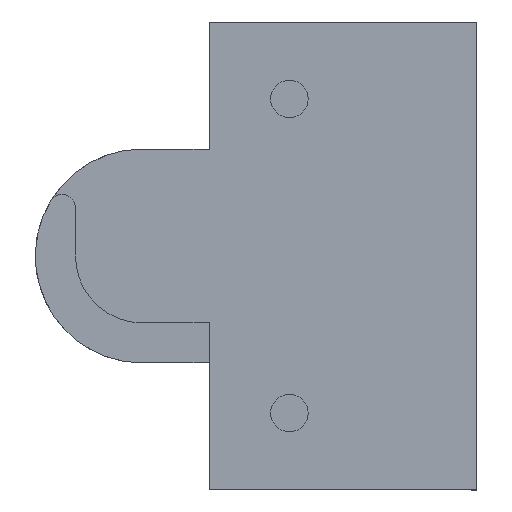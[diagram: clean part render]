
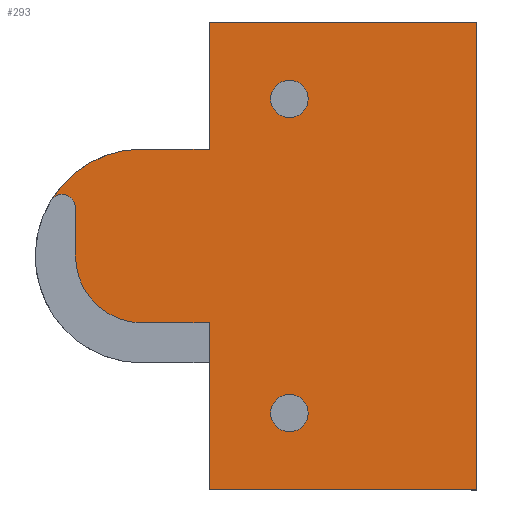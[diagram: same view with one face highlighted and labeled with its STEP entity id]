
A CAD part, front view. The second image highlights one B-rep face of the part: STEP entity #293.
In plain terms, the highlighted planar face has unit normal (0, -1, 0).
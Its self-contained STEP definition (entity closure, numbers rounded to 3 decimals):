
#5 = CARTESIAN_POINT ( 'NONE',  ( -82.3, 0., 65. ) ) ;
#14 = DIRECTION ( 'NONE',  ( 0., -1., 0. ) ) ;
#17 = VERTEX_POINT ( 'NONE', #738 ) ;
#18 = FACE_OUTER_BOUND ( 'NONE', #636, .T. ) ;
#20 = PLANE ( 'NONE',  #478 ) ;
#24 = AXIS2_PLACEMENT_3D ( 'NONE', #154, #264, #28 ) ;
#25 = CARTESIAN_POINT ( 'NONE',  ( -82.3, 0., -17.5 ) ) ;
#28 = DIRECTION ( 'NONE',  ( 0., 0., -1. ) ) ;
#38 = CARTESIAN_POINT ( 'NONE',  ( -87.3, 0., -5. ) ) ;
#51 = DIRECTION ( 'NONE',  ( 0., 0., -1. ) ) ;
#60 = ORIENTED_EDGE ( 'NONE', *, *, #199, .F. ) ;
#61 = VECTOR ( 'NONE', #51, 1000. ) ;
#62 = DIRECTION ( 'NONE',  ( 0., -1., 0. ) ) ;
#71 = CARTESIAN_POINT ( 'NONE',  ( -82.3, 0., -5. ) ) ;
#72 = ORIENTED_EDGE ( 'NONE', *, *, #651, .F. ) ;
#88 = DIRECTION ( 'NONE',  ( 0., 0., -1. ) ) ;
#92 = EDGE_CURVE ( 'NONE', #656, #143, #108, .T. ) ;
#94 = VECTOR ( 'NONE', #435, 1000. ) ;
#105 = CARTESIAN_POINT ( 'NONE',  ( -87.3, 0., 8. ) ) ;
#106 = CARTESIAN_POINT ( 'NONE',  ( 0., 0., -5. ) ) ;
#108 = CIRCLE ( 'NONE', #360, 1. ) ;
#114 = CARTESIAN_POINT ( 'NONE',  ( -93.3, 0., 3.606 ) ) ;
#115 = CARTESIAN_POINT ( 'NONE',  ( -82.3, 0., 0. ) ) ;
#119 = ORIENTED_EDGE ( 'NONE', *, *, #144, .T. ) ;
#120 = CARTESIAN_POINT ( 'NONE',  ( -87.3, 0., 0. ) ) ;
#122 = EDGE_LOOP ( 'NONE', ( #596, #353 ) ) ;
#123 = AXIS2_PLACEMENT_3D ( 'NONE', #388, #643, #336 ) ;
#125 = EDGE_CURVE ( 'NONE', #722, #673, #222, .T. ) ;
#134 = VERTEX_POINT ( 'NONE', #416 ) ;
#138 = VECTOR ( 'NONE', #304, 1000. ) ;
#143 = VERTEX_POINT ( 'NONE', #705 ) ;
#144 = EDGE_CURVE ( 'NONE', #591, #673, #231, .T. ) ;
#149 = EDGE_CURVE ( 'NONE', #601, #17, #298, .T. ) ;
#154 = CARTESIAN_POINT ( 'NONE',  ( -87.3, 0., 0. ) ) ;
#157 = DIRECTION ( 'NONE',  ( 0., -1., 0. ) ) ;
#165 = LINE ( 'NONE', #327, #61 ) ;
#167 = ORIENTED_EDGE ( 'NONE', *, *, #525, .T. ) ;
#169 = ORIENTED_EDGE ( 'NONE', *, *, #92, .F. ) ;
#170 = CARTESIAN_POINT ( 'NONE',  ( -92.3, 0., 3.606 ) ) ;
#171 = CARTESIAN_POINT ( 'NONE',  ( -93.3, 0., 3.606 ) ) ;
#174 = VECTOR ( 'NONE', #401, 1000. ) ;
#175 = CARTESIAN_POINT ( 'NONE',  ( -82.3, 0., 17.5 ) ) ;
#183 = VERTEX_POINT ( 'NONE', #227 ) ;
#185 = DIRECTION ( 'NONE',  ( 1., 0., 0. ) ) ;
#193 = VERTEX_POINT ( 'NONE', #407 ) ;
#199 = EDGE_CURVE ( 'NONE', #708, #342, #645, .T. ) ;
#204 = FACE_BOUND ( 'NONE', #528, .T. ) ;
#205 = EDGE_CURVE ( 'NONE', #662, #722, #252, .T. ) ;
#209 = DIRECTION ( 'NONE',  ( 0., 0., 1. ) ) ;
#215 = CIRCLE ( 'NONE', #123, 1.4 ) ;
#222 = LINE ( 'NONE', #5, #714 ) ;
#227 = CARTESIAN_POINT ( 'NONE',  ( -76.3, 0., -13.15 ) ) ;
#231 = LINE ( 'NONE', #286, #403 ) ;
#252 = LINE ( 'NONE', #432, #94 ) ;
#254 = CARTESIAN_POINT ( 'NONE',  ( -76.3, 0., -11.75 ) ) ;
#264 = DIRECTION ( 'NONE',  ( 0., -1., 0. ) ) ;
#269 = CARTESIAN_POINT ( 'NONE',  ( -82.3, 0., 8. ) ) ;
#273 = EDGE_CURVE ( 'NONE', #601, #708, #731, .T. ) ;
#276 = LINE ( 'NONE', #106, #174 ) ;
#279 = AXIS2_PLACEMENT_3D ( 'NONE', #114, #157, #622 ) ;
#286 = CARTESIAN_POINT ( 'NONE',  ( -67.3, 0., 17.5 ) ) ;
#288 = VECTOR ( 'NONE', #209, 1000. ) ;
#291 = ORIENTED_EDGE ( 'NONE', *, *, #747, .F. ) ;
#293 = ADVANCED_FACE ( 'NONE', ( #204, #373, #18 ), #20, .T. ) ;
#298 = LINE ( 'NONE', #711, #544 ) ;
#300 = VECTOR ( 'NONE', #531, 1000. ) ;
#304 = DIRECTION ( 'NONE',  ( 0., 0., 1. ) ) ;
#307 = DIRECTION ( 'NONE',  ( 0., 0., -1. ) ) ;
#308 = CARTESIAN_POINT ( 'NONE',  ( -82.3, 0., 65. ) ) ;
#316 = CARTESIAN_POINT ( 'NONE',  ( -62.3, 0., 17.5 ) ) ;
#327 = CARTESIAN_POINT ( 'NONE',  ( -62.3, 0., 17.5 ) ) ;
#336 = DIRECTION ( 'NONE',  ( 0., 0., -1. ) ) ;
#342 = VERTEX_POINT ( 'NONE', #71 ) ;
#353 = ORIENTED_EDGE ( 'NONE', *, *, #682, .F. ) ;
#360 = AXIS2_PLACEMENT_3D ( 'NONE', #171, #470, #526 ) ;
#373 = FACE_BOUND ( 'NONE', #122, .T. ) ;
#384 = AXIS2_PLACEMENT_3D ( 'NONE', #410, #14, #307 ) ;
#388 = CARTESIAN_POINT ( 'NONE',  ( -76.3, 0., 11.75 ) ) ;
#400 = ORIENTED_EDGE ( 'NONE', *, *, #442, .F. ) ;
#401 = DIRECTION ( 'NONE',  ( 1., 0., 0. ) ) ;
#403 = VECTOR ( 'NONE', #657, 1000. ) ;
#407 = CARTESIAN_POINT ( 'NONE',  ( -76.3, 0., 13.15 ) ) ;
#410 = CARTESIAN_POINT ( 'NONE',  ( -76.3, 0., -11.75 ) ) ;
#416 = CARTESIAN_POINT ( 'NONE',  ( -92.3, 0., 0. ) ) ;
#419 = VERTEX_POINT ( 'NONE', #170 ) ;
#422 = EDGE_CURVE ( 'NONE', #457, #342, #276, .T. ) ;
#432 = CARTESIAN_POINT ( 'NONE',  ( 0., 0., 8. ) ) ;
#433 = ORIENTED_EDGE ( 'NONE', *, *, #273, .F. ) ;
#435 = DIRECTION ( 'NONE',  ( 1., 0., 0. ) ) ;
#437 = CIRCLE ( 'NONE', #704, 1.4 ) ;
#440 = LINE ( 'NONE', #618, #288 ) ;
#442 = EDGE_CURVE ( 'NONE', #419, #656, #578, .T. ) ;
#446 = EDGE_CURVE ( 'NONE', #598, #193, #437, .T. ) ;
#457 = VERTEX_POINT ( 'NONE', #38 ) ;
#466 = AXIS2_PLACEMENT_3D ( 'NONE', #254, #499, #491 ) ;
#470 = DIRECTION ( 'NONE',  ( 0., -1., 0. ) ) ;
#478 = AXIS2_PLACEMENT_3D ( 'NONE', #489, #612, #88 ) ;
#479 = CIRCLE ( 'NONE', #466, 1.4 ) ;
#489 = CARTESIAN_POINT ( 'NONE',  ( 0., 0., 0. ) ) ;
#491 = DIRECTION ( 'NONE',  ( 0., 0., -1. ) ) ;
#493 = ORIENTED_EDGE ( 'NONE', *, *, #593, .F. ) ;
#499 = DIRECTION ( 'NONE',  ( 0., -1., 0. ) ) ;
#508 = EDGE_CURVE ( 'NONE', #695, #183, #533, .T. ) ;
#509 = CARTESIAN_POINT ( 'NONE',  ( -76.3, 0., -10.35 ) ) ;
#525 = EDGE_CURVE ( 'NONE', #134, #457, #677, .T. ) ;
#526 = DIRECTION ( 'NONE',  ( 0., 0., -1. ) ) ;
#528 = EDGE_LOOP ( 'NONE', ( #72, #737 ) ) ;
#531 = DIRECTION ( 'NONE',  ( 0., 0., 1. ) ) ;
#533 = CIRCLE ( 'NONE', #384, 1.4 ) ;
#535 = ORIENTED_EDGE ( 'NONE', *, *, #422, .T. ) ;
#544 = VECTOR ( 'NONE', #185, 1000. ) ;
#545 = AXIS2_PLACEMENT_3D ( 'NONE', #120, #62, #710 ) ;
#571 = CARTESIAN_POINT ( 'NONE',  ( -76.3, 0., 11.75 ) ) ;
#578 = CIRCLE ( 'NONE', #279, 1. ) ;
#591 = VERTEX_POINT ( 'NONE', #316 ) ;
#593 = EDGE_CURVE ( 'NONE', #134, #419, #440, .T. ) ;
#596 = ORIENTED_EDGE ( 'NONE', *, *, #446, .F. ) ;
#598 = VERTEX_POINT ( 'NONE', #674 ) ;
#601 = VERTEX_POINT ( 'NONE', #25 ) ;
#607 = ORIENTED_EDGE ( 'NONE', *, *, #149, .T. ) ;
#612 = DIRECTION ( 'NONE',  ( 0., -1., 0. ) ) ;
#614 = EDGE_CURVE ( 'NONE', #662, #143, #734, .T. ) ;
#615 = CARTESIAN_POINT ( 'NONE',  ( -93.3, 0., 4.606 ) ) ;
#617 = CARTESIAN_POINT ( 'NONE',  ( -82.3, 0., -8. ) ) ;
#618 = CARTESIAN_POINT ( 'NONE',  ( -92.3, 0., 0. ) ) ;
#622 = DIRECTION ( 'NONE',  ( 0., 0., -1. ) ) ;
#636 = EDGE_LOOP ( 'NONE', ( #607, #291, #119, #717, #701, #753, #169, #400, #493, #167, #535, #60, #433 ) ) ;
#643 = DIRECTION ( 'NONE',  ( 0., -1., 0. ) ) ;
#645 = LINE ( 'NONE', #115, #300 ) ;
#651 = EDGE_CURVE ( 'NONE', #183, #695, #479, .T. ) ;
#656 = VERTEX_POINT ( 'NONE', #615 ) ;
#657 = DIRECTION ( 'NONE',  ( -1., 0., 0. ) ) ;
#662 = VERTEX_POINT ( 'NONE', #105 ) ;
#673 = VERTEX_POINT ( 'NONE', #175 ) ;
#674 = CARTESIAN_POINT ( 'NONE',  ( -76.3, 0., 10.35 ) ) ;
#677 = CIRCLE ( 'NONE', #545, 5. ) ;
#682 = EDGE_CURVE ( 'NONE', #193, #598, #215, .T. ) ;
#694 = DIRECTION ( 'NONE',  ( 0., -1., 0. ) ) ;
#695 = VERTEX_POINT ( 'NONE', #509 ) ;
#701 = ORIENTED_EDGE ( 'NONE', *, *, #205, .F. ) ;
#704 = AXIS2_PLACEMENT_3D ( 'NONE', #571, #694, #750 ) ;
#705 = CARTESIAN_POINT ( 'NONE',  ( -94.157, 0., 4.121 ) ) ;
#708 = VERTEX_POINT ( 'NONE', #617 ) ;
#710 = DIRECTION ( 'NONE',  ( 0., 0., -1. ) ) ;
#711 = CARTESIAN_POINT ( 'NONE',  ( -67.3, 0., -17.5 ) ) ;
#713 = DIRECTION ( 'NONE',  ( 0., 0., 1. ) ) ;
#714 = VECTOR ( 'NONE', #713, 1000. ) ;
#717 = ORIENTED_EDGE ( 'NONE', *, *, #125, .F. ) ;
#722 = VERTEX_POINT ( 'NONE', #269 ) ;
#731 = LINE ( 'NONE', #308, #138 ) ;
#734 = CIRCLE ( 'NONE', #24, 8. ) ;
#737 = ORIENTED_EDGE ( 'NONE', *, *, #508, .F. ) ;
#738 = CARTESIAN_POINT ( 'NONE',  ( -62.3, 0., -17.5 ) ) ;
#747 = EDGE_CURVE ( 'NONE', #591, #17, #165, .T. ) ;
#750 = DIRECTION ( 'NONE',  ( 0., 0., -1. ) ) ;
#753 = ORIENTED_EDGE ( 'NONE', *, *, #614, .T. ) ;
